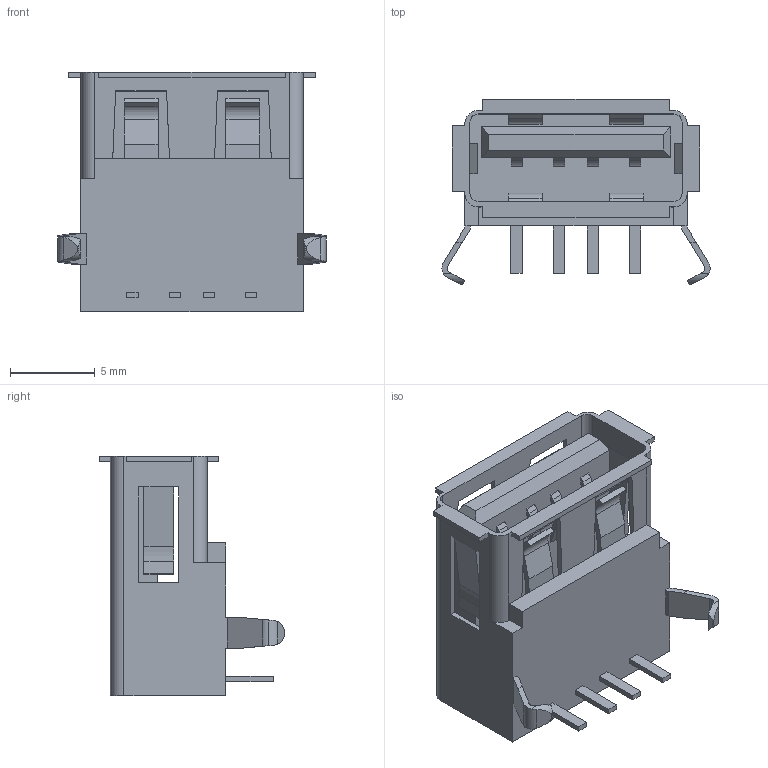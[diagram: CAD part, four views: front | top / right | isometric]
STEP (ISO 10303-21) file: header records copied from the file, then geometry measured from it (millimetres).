
FILE_DESCRIPTION (( 'STEP AP214' ), '1' );
FILE_NAME ('Samtec-$PARTNUMBER.STEP', '2012-05-08T19:52:32', ( 'sysAdmin' ), ( 'SolidWorks' ), 'SwSTEP 2.0', 'SolidWorks 2012', '' );
FILE_SCHEMA (( 'AUTOMOTIVE_DESIGN' ));
Length unit declared in the file: millimetre
Products named in the file (1): Samtec-$PARTNUMBER
Bounding box: 15.8 x 10.92 x 14.1 mm (x, y, z)
Volume: 778.6 mm3; surface area: 1338.2 mm2
Topology: 1 solids, 1 shells, 220 faces, 622 edges, 408 vertices
Faces by surface type: plane 184, cylinder 36
Entity records: 9500 total; most frequent: CARTESIAN_POINT 1323, ORIENTED_EDGE 1244, DIRECTION 1096, EDGE_CURVE 622, LINE 542, VECTOR 542, VERTEX_POINT 408, AXIS2_PLACEMENT_3D 277
